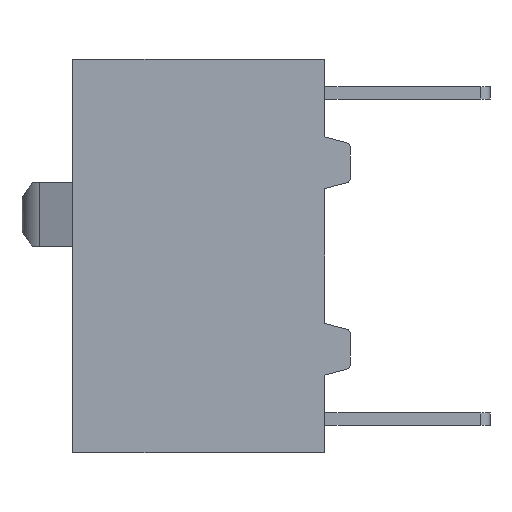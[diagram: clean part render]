
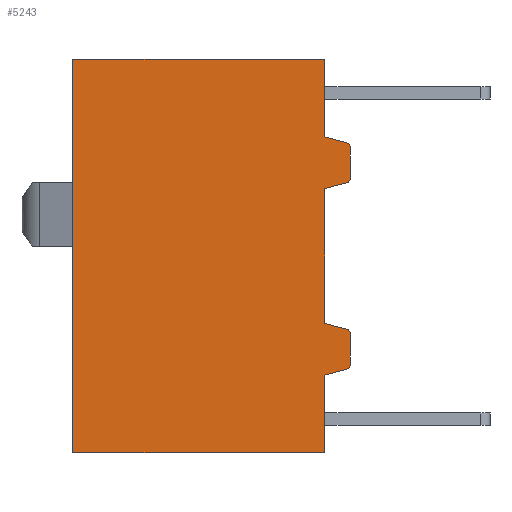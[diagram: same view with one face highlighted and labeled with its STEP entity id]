
A CAD part, left-side view. The second image highlights one B-rep face of the part: STEP entity #5243.
In plain terms, the highlighted planar face has unit normal (-1, 0, 0).
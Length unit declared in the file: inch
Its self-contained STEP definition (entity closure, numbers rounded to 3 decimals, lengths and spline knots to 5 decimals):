
#4325=DIRECTION('',(0.,0.,1.));
#4326=VECTOR('',#4325,0.38);
#4327=CARTESIAN_POINT('',(-0.44,0.171,-0.19));
#4328=LINE('',#4327,#4326);
#4405=DIRECTION('',(0.,0.966,0.259));
#4406=VECTOR('',#4405,0.02205);
#4407=CARTESIAN_POINT('',(-0.44,-0.09329,0.10929));
#4408=LINE('',#4407,#4406);
#4409=CARTESIAN_POINT('',(-0.44,-0.092,0.10446));
#4410=DIRECTION('',(-1.,0.,0.));
#4411=DIRECTION('',(0.,-1.,0.));
#4412=AXIS2_PLACEMENT_3D('',#4409,#4410,#4411);
#4414=DIRECTION('',(0.,0.,1.));
#4415=VECTOR('',#4414,0.02893);
#4416=CARTESIAN_POINT('',(-0.44,-0.097,0.07554));
#4417=LINE('',#4416,#4415);
#4418=CARTESIAN_POINT('',(-0.44,-0.092,0.07554));
#4419=DIRECTION('',(-1.,0.,0.));
#4420=DIRECTION('',(0.,-0.259,-0.966));
#4421=AXIS2_PLACEMENT_3D('',#4418,#4419,#4420);
#4423=DIRECTION('',(0.,-0.966,0.259));
#4424=VECTOR('',#4423,0.02205);
#4425=CARTESIAN_POINT('',(-0.44,-0.072,0.065));
#4426=LINE('',#4425,#4424);
#4427=DIRECTION('',(0.,0.966,0.259));
#4428=VECTOR('',#4427,0.02205);
#4429=CARTESIAN_POINT('',(-0.44,-0.09329,-0.07071));
#4430=LINE('',#4429,#4428);
#4431=CARTESIAN_POINT('',(-0.44,-0.092,-0.07554));
#4432=DIRECTION('',(-1.,0.,0.));
#4433=DIRECTION('',(0.,-1.,0.));
#4434=AXIS2_PLACEMENT_3D('',#4431,#4432,#4433);
#4436=DIRECTION('',(0.,0.,1.));
#4437=VECTOR('',#4436,0.02893);
#4438=CARTESIAN_POINT('',(-0.44,-0.097,-0.10446));
#4439=LINE('',#4438,#4437);
#4440=CARTESIAN_POINT('',(-0.44,-0.092,-0.10446));
#4441=DIRECTION('',(-1.,0.,0.));
#4442=DIRECTION('',(0.,-0.259,-0.966));
#4443=AXIS2_PLACEMENT_3D('',#4440,#4441,#4442);
#4445=DIRECTION('',(0.,-0.966,0.259));
#4446=VECTOR('',#4445,0.02205);
#4447=CARTESIAN_POINT('',(-0.44,-0.072,-0.115));
#4448=LINE('',#4447,#4446);
#4449=DIRECTION('',(0.,-1.,0.));
#4450=VECTOR('',#4449,0.243);
#4451=CARTESIAN_POINT('',(-0.44,0.171,0.19));
#4452=LINE('',#4451,#4450);
#4469=DIRECTION('',(0.,0.,-1.));
#4470=VECTOR('',#4469,0.13);
#4471=CARTESIAN_POINT('',(-0.44,-0.072,0.065));
#4472=LINE('',#4471,#4470);
#4489=DIRECTION('',(0.,0.,-1.));
#4490=VECTOR('',#4489,0.075);
#4491=CARTESIAN_POINT('',(-0.44,-0.072,-0.115));
#4492=LINE('',#4491,#4490);
#4513=DIRECTION('',(0.,0.,-1.));
#4514=VECTOR('',#4513,0.075);
#4515=CARTESIAN_POINT('',(-0.44,-0.072,0.19));
#4516=LINE('',#4515,#4514);
#4693=DIRECTION('',(0.,-1.,0.));
#4694=VECTOR('',#4693,0.243);
#4695=CARTESIAN_POINT('',(-0.44,0.171,-0.19));
#4696=LINE('',#4695,#4694);
#4941=CARTESIAN_POINT('',(-0.44,0.171,-0.19));
#4942=CARTESIAN_POINT('',(-0.44,0.171,0.19));
#4943=VERTEX_POINT('',#4941);
#4944=VERTEX_POINT('',#4942);
#5013=CARTESIAN_POINT('',(-0.44,-0.072,0.19));
#5014=VERTEX_POINT('',#5013);
#5015=CARTESIAN_POINT('',(-0.44,-0.072,-0.19));
#5016=VERTEX_POINT('',#5015);
#5017=CARTESIAN_POINT('',(-0.44,-0.09329,-0.10929));
#5018=CARTESIAN_POINT('',(-0.44,-0.097,-0.10446));
#5019=VERTEX_POINT('',#5017);
#5020=VERTEX_POINT('',#5018);
#5021=CARTESIAN_POINT('',(-0.44,-0.097,-0.07554));
#5022=VERTEX_POINT('',#5021);
#5023=CARTESIAN_POINT('',(-0.44,-0.09329,-0.07071));
#5024=VERTEX_POINT('',#5023);
#5025=CARTESIAN_POINT('',(-0.44,-0.09329,0.07071));
#5026=CARTESIAN_POINT('',(-0.44,-0.097,0.07554));
#5027=VERTEX_POINT('',#5025);
#5028=VERTEX_POINT('',#5026);
#5029=CARTESIAN_POINT('',(-0.44,-0.097,0.10446));
#5030=VERTEX_POINT('',#5029);
#5031=CARTESIAN_POINT('',(-0.44,-0.09329,0.10929));
#5032=VERTEX_POINT('',#5031);
#5049=CARTESIAN_POINT('',(-0.44,-0.072,-0.115));
#5051=VERTEX_POINT('',#5049);
#5053=CARTESIAN_POINT('',(-0.44,-0.072,-0.065));
#5055=VERTEX_POINT('',#5053);
#5057=CARTESIAN_POINT('',(-0.44,-0.072,0.065));
#5059=VERTEX_POINT('',#5057);
#5061=CARTESIAN_POINT('',(-0.44,-0.072,0.115));
#5063=VERTEX_POINT('',#5061);
#5205=CARTESIAN_POINT('',(-0.44,0.171,-0.19));
#5206=DIRECTION('',(-1.,0.,0.));
#5207=DIRECTION('',(0.,0.,1.));
#5208=AXIS2_PLACEMENT_3D('',#5205,#5206,#5207);
#5209=PLANE('',#5208);
#5211=ORIENTED_EDGE('',*,*,#5210,.T.);
#5213=ORIENTED_EDGE('',*,*,#5212,.F.);
#5215=ORIENTED_EDGE('',*,*,#5214,.F.);
#5217=ORIENTED_EDGE('',*,*,#5216,.F.);
#5219=ORIENTED_EDGE('',*,*,#5218,.F.);
#5221=ORIENTED_EDGE('',*,*,#5220,.F.);
#5223=ORIENTED_EDGE('',*,*,#5222,.T.);
#5225=ORIENTED_EDGE('',*,*,#5224,.F.);
#5227=ORIENTED_EDGE('',*,*,#5226,.F.);
#5229=ORIENTED_EDGE('',*,*,#5228,.F.);
#5231=ORIENTED_EDGE('',*,*,#5230,.F.);
#5233=ORIENTED_EDGE('',*,*,#5232,.F.);
#5235=ORIENTED_EDGE('',*,*,#5234,.T.);
#5237=ORIENTED_EDGE('',*,*,#5236,.F.);
#5238=ORIENTED_EDGE('',*,*,#5154,.T.);
#5240=ORIENTED_EDGE('',*,*,#5239,.T.);
#5241=EDGE_LOOP('',(#5211,#5213,#5215,#5217,#5219,#5221,#5223,#5225,#5227,#5229,
#5231,#5233,#5235,#5237,#5238,#5240));
#5242=FACE_OUTER_BOUND('',#5241,.F.);
#5243=ADVANCED_FACE('',(#5242),#5209,.T.);
#4413=CIRCLE('',#4412,0.005);
#4422=CIRCLE('',#4421,0.005);
#4435=CIRCLE('',#4434,0.005);
#4444=CIRCLE('',#4443,0.005);
#5154=EDGE_CURVE('',#4943,#4944,#4328,.T.);
#5210=EDGE_CURVE('',#5014,#5063,#4516,.T.);
#5212=EDGE_CURVE('',#5032,#5063,#4408,.T.);
#5214=EDGE_CURVE('',#5030,#5032,#4413,.T.);
#5216=EDGE_CURVE('',#5028,#5030,#4417,.T.);
#5218=EDGE_CURVE('',#5027,#5028,#4422,.T.);
#5220=EDGE_CURVE('',#5059,#5027,#4426,.T.);
#5222=EDGE_CURVE('',#5059,#5055,#4472,.T.);
#5224=EDGE_CURVE('',#5024,#5055,#4430,.T.);
#5226=EDGE_CURVE('',#5022,#5024,#4435,.T.);
#5228=EDGE_CURVE('',#5020,#5022,#4439,.T.);
#5230=EDGE_CURVE('',#5019,#5020,#4444,.T.);
#5232=EDGE_CURVE('',#5051,#5019,#4448,.T.);
#5234=EDGE_CURVE('',#5051,#5016,#4492,.T.);
#5236=EDGE_CURVE('',#4943,#5016,#4696,.T.);
#5239=EDGE_CURVE('',#4944,#5014,#4452,.T.);
